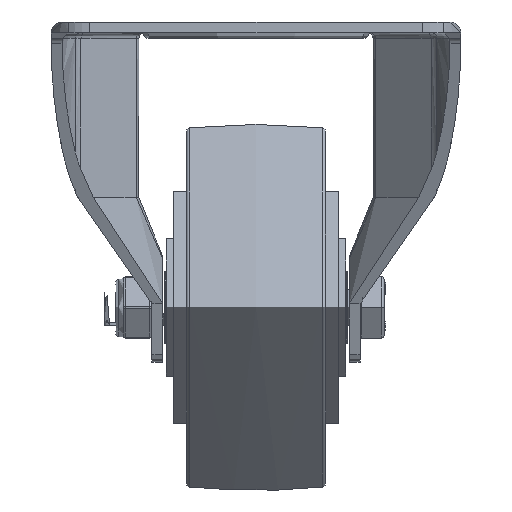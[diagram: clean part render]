
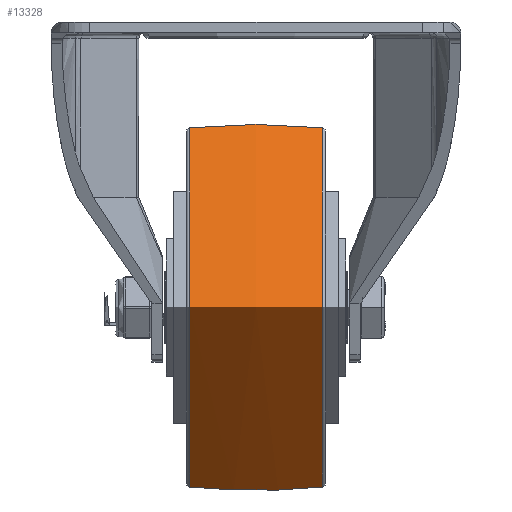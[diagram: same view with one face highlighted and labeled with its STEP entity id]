
A CAD part, left-side view. The second image highlights one B-rep face of the part: STEP entity #13328.
In plain terms, the highlighted free-form (B-spline) face has degree [2, 2] with [3, 9] control points.
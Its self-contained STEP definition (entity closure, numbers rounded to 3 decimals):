
#59=(
BOUNDED_SURFACE()
B_SPLINE_SURFACE(2,2,((#24896,#24897,#24898,#24899,#24900,#24901,#24902,
#24903,#24904),(#24905,#24906,#24907,#24908,#24909,#24910,#24911,#24912,
#24913),(#24914,#24915,#24916,#24917,#24918,#24919,#24920,#24921,#24922)),
 .UNSPECIFIED.,.F.,.T.,.F.)
B_SPLINE_SURFACE_WITH_KNOTS((3,3),(3,2,2,2,3),(-0.1,0.1),
(-3.142,-1.571,0.,1.571,3.142),
 .UNSPECIFIED.)
GEOMETRIC_REPRESENTATION_ITEM()
RATIONAL_B_SPLINE_SURFACE(((1.,0.707,1.,0.707,1.,
0.707,1.,0.707,1.),(0.995,0.704,
0.995,0.704,0.995,0.704,
0.995,0.704,0.995),(1.,0.707,
1.,0.707,1.,0.707,1.,0.707,1.)))
REPRESENTATION_ITEM('')
SURFACE()
);
#1881=FACE_OUTER_BOUND('',#2703,.T.);
#2703=EDGE_LOOP('',(#10123,#10124,#10125,#10126));
#5332=CIRCLE('',#14504,49.093);
#5333=CIRCLE('',#14505,181.);
#5334=CIRCLE('',#14506,49.093);
#6011=VERTEX_POINT('',#24893);
#6012=VERTEX_POINT('',#24923);
#7538=EDGE_CURVE('',#6011,#6011,#5332,.T.);
#7539=EDGE_CURVE('',#6011,#6012,#5333,.T.);
#7540=EDGE_CURVE('',#6012,#6012,#5334,.T.);
#10123=ORIENTED_EDGE('',*,*,#7538,.F.);
#10124=ORIENTED_EDGE('',*,*,#7539,.T.);
#10125=ORIENTED_EDGE('',*,*,#7540,.T.);
#10126=ORIENTED_EDGE('',*,*,#7539,.F.);
#13328=ADVANCED_FACE('',(#1881),#59,.F.);
#14504=AXIS2_PLACEMENT_3D('',#24895,#16410,#16411);
#14505=AXIS2_PLACEMENT_3D('',#24924,#16412,#16413);
#14506=AXIS2_PLACEMENT_3D('',#24925,#16414,#16415);
#16410=DIRECTION('center_axis',(0.,1.,0.));
#16411=DIRECTION('ref_axis',(0.,0.,1.));
#16412=DIRECTION('center_axis',(-1.,0.,0.));
#16413=DIRECTION('ref_axis',(0.,0.,-1.));
#16414=DIRECTION('center_axis',(0.,1.,0.));
#16415=DIRECTION('ref_axis',(0.,0.,1.));
#24893=CARTESIAN_POINT('',(0.,18.1,-49.093));
#24895=CARTESIAN_POINT('Origin',(0.,18.1,0.));
#24896=CARTESIAN_POINT('Ctrl Pts',(0.,-18.1,-49.093));
#24897=CARTESIAN_POINT('Ctrl Pts',(-49.093,-18.1,
-49.093));
#24898=CARTESIAN_POINT('Ctrl Pts',(-49.093,-18.1,
0.));
#24899=CARTESIAN_POINT('Ctrl Pts',(-49.093,-18.1,
49.093));
#24900=CARTESIAN_POINT('Ctrl Pts',(0.,-18.1,49.093));
#24901=CARTESIAN_POINT('Ctrl Pts',(49.093,-18.1,49.093));
#24902=CARTESIAN_POINT('Ctrl Pts',(49.093,-18.1,0.));
#24903=CARTESIAN_POINT('Ctrl Pts',(49.093,-18.1,-49.093));
#24904=CARTESIAN_POINT('Ctrl Pts',(0.,-18.1,-49.093));
#24905=CARTESIAN_POINT('Ctrl Pts',(0.,0.,-50.912));
#24906=CARTESIAN_POINT('Ctrl Pts',(-50.912,0.,
-50.912));
#24907=CARTESIAN_POINT('Ctrl Pts',(-50.912,0.,
0.));
#24908=CARTESIAN_POINT('Ctrl Pts',(-50.912,0.,
50.912));
#24909=CARTESIAN_POINT('Ctrl Pts',(0.,0.,50.912));
#24910=CARTESIAN_POINT('Ctrl Pts',(50.912,0.,
50.912));
#24911=CARTESIAN_POINT('Ctrl Pts',(50.912,0.,
0.));
#24912=CARTESIAN_POINT('Ctrl Pts',(50.912,0.,
-50.912));
#24913=CARTESIAN_POINT('Ctrl Pts',(0.,0.,-50.912));
#24914=CARTESIAN_POINT('Ctrl Pts',(0.,18.1,-49.093));
#24915=CARTESIAN_POINT('Ctrl Pts',(-49.093,18.1,-49.093));
#24916=CARTESIAN_POINT('Ctrl Pts',(-49.093,18.1,0.));
#24917=CARTESIAN_POINT('Ctrl Pts',(-49.093,18.1,49.093));
#24918=CARTESIAN_POINT('Ctrl Pts',(0.,18.1,49.093));
#24919=CARTESIAN_POINT('Ctrl Pts',(49.093,18.1,49.093));
#24920=CARTESIAN_POINT('Ctrl Pts',(49.093,18.1,0.));
#24921=CARTESIAN_POINT('Ctrl Pts',(49.093,18.1,-49.093));
#24922=CARTESIAN_POINT('Ctrl Pts',(0.,18.1,-49.093));
#24923=CARTESIAN_POINT('',(0.,-18.1,-49.093));
#24924=CARTESIAN_POINT('Origin',(0.,0.,
131.));
#24925=CARTESIAN_POINT('Origin',(0.,-18.1,0.));
